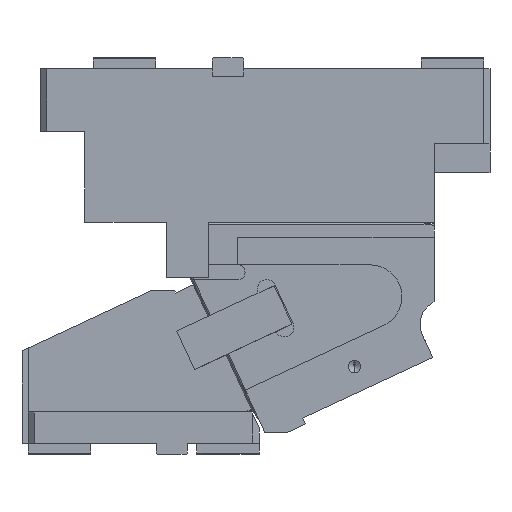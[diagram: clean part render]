
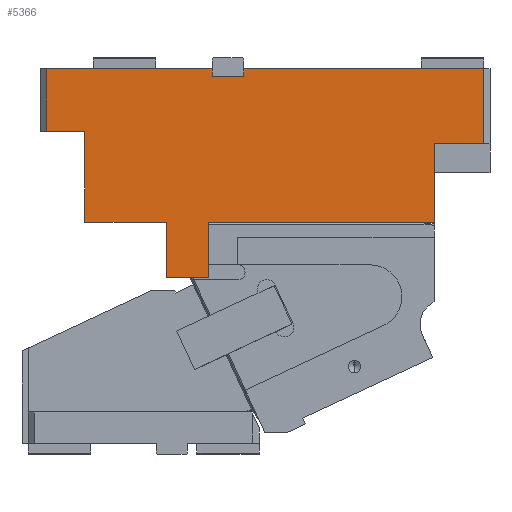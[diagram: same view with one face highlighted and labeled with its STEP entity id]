
A CAD part, front view. The second image highlights one B-rep face of the part: STEP entity #5366.
In plain terms, the highlighted planar face has unit normal (0, -1, 0).
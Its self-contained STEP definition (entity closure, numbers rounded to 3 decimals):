
#240=CARTESIAN_POINT('Vertex',(315.27,-82.5,-60.1)) ;
#263=CARTESIAN_POINT('Vertex',(355.,-82.5,-60.1)) ;
#266=CARTESIAN_POINT('Line Origine',(335.135,-82.5,-60.1)) ;
#293=CARTESIAN_POINT('Line Origine',(315.27,-82.5,-91.59)) ;
#297=CARTESIAN_POINT('Vertex',(315.27,-82.5,-123.08)) ;
#692=CARTESIAN_POINT('Vertex',(35.27,-82.5,-123.08)) ;
#695=CARTESIAN_POINT('Line Origine',(35.27,-82.5,-108.08)) ;
#699=CARTESIAN_POINT('Vertex',(35.27,-82.5,-93.08)) ;
#1471=CARTESIAN_POINT('Line Origine',(35.135,-82.5,-93.08)) ;
#1475=CARTESIAN_POINT('Vertex',(35.,-82.5,-93.08)) ;
#1496=CARTESIAN_POINT('Line Origine',(35.,-82.5,-71.54)) ;
#1500=CARTESIAN_POINT('Vertex',(35.,-82.5,-50.)) ;
#1522=CARTESIAN_POINT('Line Origine',(20.,-82.5,-50.)) ;
#1526=CARTESIAN_POINT('Vertex',(5.,-82.5,-50.)) ;
#1595=CARTESIAN_POINT('Line Origine',(5.,-82.5,-25.)) ;
#1599=CARTESIAN_POINT('Vertex',(5.,-82.5,0.)) ;
#1914=CARTESIAN_POINT('Line Origine',(71.25,-82.5,0.)) ;
#1918=CARTESIAN_POINT('Vertex',(137.5,-82.5,0.)) ;
#3302=CARTESIAN_POINT('Line Origine',(137.5,-82.5,-3.)) ;
#3306=CARTESIAN_POINT('Vertex',(137.5,-82.5,-6.)) ;
#4319=CARTESIAN_POINT('Vertex',(162.5,-82.5,0.)) ;
#4326=CARTESIAN_POINT('Vertex',(162.5,-82.5,-6.)) ;
#4329=CARTESIAN_POINT('Line Origine',(162.5,-82.5,-3.)) ;
#4427=CARTESIAN_POINT('Line Origine',(150.,-82.5,-6.)) ;
#5122=CARTESIAN_POINT('Line Origine',(355.,-82.5,-30.05)) ;
#5126=CARTESIAN_POINT('Vertex',(355.,-82.5,0.)) ;
#5230=CARTESIAN_POINT('Vertex',(134.77,-82.5,-167.58)) ;
#5242=CARTESIAN_POINT('Vertex',(134.77,-82.5,-123.08)) ;
#5245=CARTESIAN_POINT('Line Origine',(134.77,-82.5,-145.33)) ;
#5281=CARTESIAN_POINT('Line Origine',(100.77,-82.5,-145.33)) ;
#5285=CARTESIAN_POINT('Vertex',(100.77,-82.5,-167.58)) ;
#5287=CARTESIAN_POINT('Vertex',(100.77,-82.5,-123.08)) ;
#5314=CARTESIAN_POINT('Line Origine',(117.77,-82.5,-167.58)) ;
#5326=CARTESIAN_POINT('Axis2P3D Location',(0.,-82.5,0.)) ;
#5331=CARTESIAN_POINT('Line Origine',(225.02,-82.5,-123.08)) ;
#5336=CARTESIAN_POINT('Line Origine',(258.75,-82.5,0.)) ;
#5341=CARTESIAN_POINT('Line Origine',(68.02,-82.5,-123.08)) ;
#267=DIRECTION('Vector Direction',(1.,0.,0.)) ;
#294=DIRECTION('Vector Direction',(0.,0.,-1.)) ;
#696=DIRECTION('Vector Direction',(0.,0.,1.)) ;
#1472=DIRECTION('Vector Direction',(-1.,0.,0.)) ;
#1497=DIRECTION('Vector Direction',(0.,0.,-1.)) ;
#1523=DIRECTION('Vector Direction',(1.,0.,0.)) ;
#1596=DIRECTION('Vector Direction',(0.,0.,-1.)) ;
#1915=DIRECTION('Vector Direction',(1.,0.,0.)) ;
#3303=DIRECTION('Vector Direction',(0.,0.,1.)) ;
#4330=DIRECTION('Vector Direction',(0.,0.,-1.)) ;
#4428=DIRECTION('Vector Direction',(1.,0.,0.)) ;
#5123=DIRECTION('Vector Direction',(0.,0.,1.)) ;
#5246=DIRECTION('Vector Direction',(0.,0.,1.)) ;
#5282=DIRECTION('Vector Direction',(0.,0.,1.)) ;
#5315=DIRECTION('Vector Direction',(1.,0.,0.)) ;
#5327=DIRECTION('Axis2P3D Direction',(0.,1.,0.)) ;
#5328=DIRECTION('Axis2P3D XDirection',(0.,0.,1.)) ;
#5332=DIRECTION('Vector Direction',(-1.,0.,0.)) ;
#5337=DIRECTION('Vector Direction',(1.,0.,0.)) ;
#5342=DIRECTION('Vector Direction',(-1.,0.,0.)) ;
#5329=AXIS2_PLACEMENT_3D('Plane Axis2P3D',#5326,#5327,#5328) ;
#5347=ORIENTED_EDGE('',*,*,#5318,.T.) ;
#5348=ORIENTED_EDGE('',*,*,#5249,.T.) ;
#5349=ORIENTED_EDGE('',*,*,#5335,.T.) ;
#5350=ORIENTED_EDGE('',*,*,#299,.T.) ;
#5351=ORIENTED_EDGE('',*,*,#270,.T.) ;
#5352=ORIENTED_EDGE('',*,*,#5128,.T.) ;
#5353=ORIENTED_EDGE('',*,*,#5340,.F.) ;
#5354=ORIENTED_EDGE('',*,*,#4333,.T.) ;
#5355=ORIENTED_EDGE('',*,*,#4431,.F.) ;
#5356=ORIENTED_EDGE('',*,*,#3308,.T.) ;
#5357=ORIENTED_EDGE('',*,*,#1920,.F.) ;
#5358=ORIENTED_EDGE('',*,*,#1601,.T.) ;
#5359=ORIENTED_EDGE('',*,*,#1528,.T.) ;
#5360=ORIENTED_EDGE('',*,*,#1502,.T.) ;
#5361=ORIENTED_EDGE('',*,*,#1477,.F.) ;
#5362=ORIENTED_EDGE('',*,*,#701,.T.) ;
#5363=ORIENTED_EDGE('',*,*,#5345,.T.) ;
#5364=ORIENTED_EDGE('',*,*,#5289,.F.) ;
#268=VECTOR('Line Direction',#267,1.) ;
#295=VECTOR('Line Direction',#294,1.) ;
#697=VECTOR('Line Direction',#696,1.) ;
#1473=VECTOR('Line Direction',#1472,1.) ;
#1498=VECTOR('Line Direction',#1497,1.) ;
#1524=VECTOR('Line Direction',#1523,1.) ;
#1597=VECTOR('Line Direction',#1596,1.) ;
#1916=VECTOR('Line Direction',#1915,1.) ;
#3304=VECTOR('Line Direction',#3303,1.) ;
#4331=VECTOR('Line Direction',#4330,1.) ;
#4429=VECTOR('Line Direction',#4428,1.) ;
#5124=VECTOR('Line Direction',#5123,1.) ;
#5247=VECTOR('Line Direction',#5246,1.) ;
#5283=VECTOR('Line Direction',#5282,1.) ;
#5316=VECTOR('Line Direction',#5315,1.) ;
#5333=VECTOR('Line Direction',#5332,1.) ;
#5338=VECTOR('Line Direction',#5337,1.) ;
#5343=VECTOR('Line Direction',#5342,1.) ;
#5366=ADVANCED_FACE('CAM HOLDER',(#5365),#5330,.F.) ;
#270=EDGE_CURVE('',#241,#264,#269,.T.) ;
#299=EDGE_CURVE('',#298,#241,#296,.F.) ;
#701=EDGE_CURVE('',#700,#693,#698,.F.) ;
#1477=EDGE_CURVE('',#700,#1476,#1474,.T.) ;
#1502=EDGE_CURVE('',#1501,#1476,#1499,.T.) ;
#1528=EDGE_CURVE('',#1527,#1501,#1525,.T.) ;
#1601=EDGE_CURVE('',#1600,#1527,#1598,.T.) ;
#1920=EDGE_CURVE('',#1600,#1919,#1917,.T.) ;
#3308=EDGE_CURVE('',#3307,#1919,#3305,.T.) ;
#4333=EDGE_CURVE('',#4320,#4327,#4332,.T.) ;
#4431=EDGE_CURVE('',#3307,#4327,#4430,.T.) ;
#5128=EDGE_CURVE('',#264,#5127,#5125,.T.) ;
#5249=EDGE_CURVE('',#5231,#5243,#5248,.T.) ;
#5289=EDGE_CURVE('',#5286,#5288,#5284,.T.) ;
#5318=EDGE_CURVE('',#5286,#5231,#5317,.T.) ;
#5335=EDGE_CURVE('',#5243,#298,#5334,.F.) ;
#5340=EDGE_CURVE('',#4320,#5127,#5339,.T.) ;
#5345=EDGE_CURVE('',#693,#5288,#5344,.F.) ;
#5346=EDGE_LOOP('',(#5347,#5348,#5349,#5350,#5351,#5352,#5353,#5354,#5355,#5356,#5357,#5358,#5359,#5360,#5361,#5362,#5363,#5364)) ;
#5365=FACE_OUTER_BOUND('',#5346,.T.) ;
#269=LINE('Line',#266,#268) ;
#296=LINE('Line',#293,#295) ;
#698=LINE('Line',#695,#697) ;
#1474=LINE('Line',#1471,#1473) ;
#1499=LINE('Line',#1496,#1498) ;
#1525=LINE('Line',#1522,#1524) ;
#1598=LINE('Line',#1595,#1597) ;
#1917=LINE('Line',#1914,#1916) ;
#3305=LINE('Line',#3302,#3304) ;
#4332=LINE('Line',#4329,#4331) ;
#4430=LINE('Line',#4427,#4429) ;
#5125=LINE('Line',#5122,#5124) ;
#5248=LINE('Line',#5245,#5247) ;
#5284=LINE('Line',#5281,#5283) ;
#5317=LINE('Line',#5314,#5316) ;
#5334=LINE('Line',#5331,#5333) ;
#5339=LINE('Line',#5336,#5338) ;
#5344=LINE('Line',#5341,#5343) ;
#5330=PLANE('Plane',#5329) ;
#241=VERTEX_POINT('',#240) ;
#264=VERTEX_POINT('',#263) ;
#298=VERTEX_POINT('',#297) ;
#693=VERTEX_POINT('',#692) ;
#700=VERTEX_POINT('',#699) ;
#1476=VERTEX_POINT('',#1475) ;
#1501=VERTEX_POINT('',#1500) ;
#1527=VERTEX_POINT('',#1526) ;
#1600=VERTEX_POINT('',#1599) ;
#1919=VERTEX_POINT('',#1918) ;
#3307=VERTEX_POINT('',#3306) ;
#4320=VERTEX_POINT('',#4319) ;
#4327=VERTEX_POINT('',#4326) ;
#5127=VERTEX_POINT('',#5126) ;
#5231=VERTEX_POINT('',#5230) ;
#5243=VERTEX_POINT('',#5242) ;
#5286=VERTEX_POINT('',#5285) ;
#5288=VERTEX_POINT('',#5287) ;
